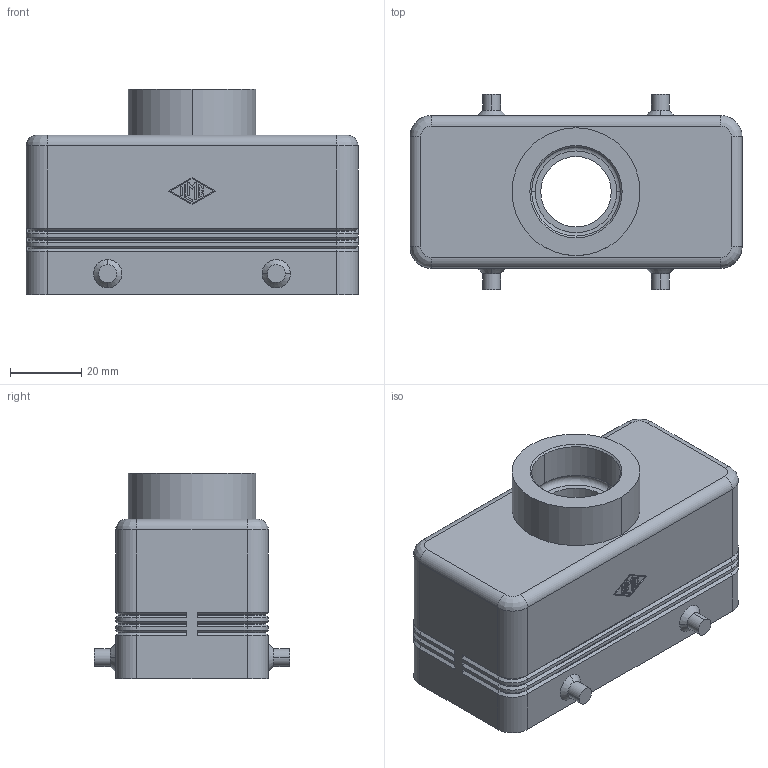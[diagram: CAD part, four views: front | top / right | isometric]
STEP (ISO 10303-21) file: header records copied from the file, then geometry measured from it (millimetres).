
FILE_DESCRIPTION(('Creo Elements/Direct Modeling STEP Export'),'2;1');
FILE_NAME('0ln7uvk49bk5b4j4700','2017-02-23T 8:21:25',(''),(''),'PTC Creo Elements/Direct Modeling STEP processor for AP214 (Solid Model)','PTC Creo Elements/Direct Modeling 19.0E 27-Jun-2016 (C) Parametric Technology GmbH','');
FILE_SCHEMA(('AUTOMOTIVE_DESIGN { 1 0 10303 214 1 1 1 1 }'));
Length unit declared in the file: millimetre
Products named in the file (1): MHVE_16.25
Bounding box: 93.5 x 55 x 58 mm (x, y, z)
Volume: 58904.4 mm3; surface area: 33271 mm2
Topology: 1 solids, 1 shells, 282 faces, 683 edges, 416 vertices
Faces by surface type: plane 148, cylinder 86, cone 42, bspline 4, torus 2
Entity records: 10203 total; most frequent: CARTESIAN_POINT 1456, ORIENTED_EDGE 1350, DIRECTION 1333, EDGE_CURVE 675, VECTOR 467, LINE 467, AXIS2_PLACEMENT_3D 433, VERTEX_POINT 416
